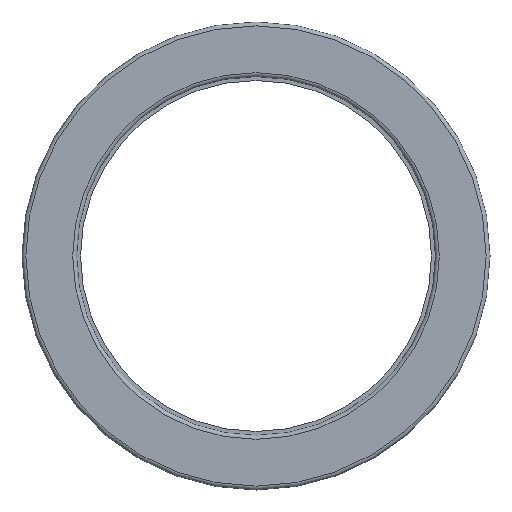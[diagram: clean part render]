
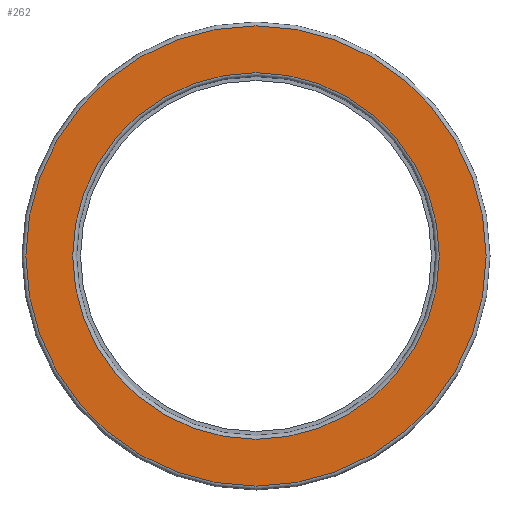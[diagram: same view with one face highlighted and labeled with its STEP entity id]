
A CAD part, front view. The second image highlights one B-rep face of the part: STEP entity #262.
In plain terms, the highlighted planar face has unit normal (0, -1, 0).
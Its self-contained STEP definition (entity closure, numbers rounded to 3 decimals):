
#98=PLANE('',#319);
#114=ORIENTED_EDGE('',*,*,#145,.T.);
#115=ORIENTED_EDGE('',*,*,#144,.F.);
#144=EDGE_CURVE('',#160,#160,#177,.T.);
#145=EDGE_CURVE('',#161,#161,#178,.T.);
#160=VERTEX_POINT('',#477);
#161=VERTEX_POINT('',#480);
#177=CIRCLE('',#318,59.);
#178=CIRCLE('',#320,47.);
#195=EDGE_LOOP('',(#114));
#196=EDGE_LOOP('',(#115));
#227=FACE_BOUND('',#195,.T.);
#228=FACE_BOUND('',#196,.T.);
#262=ADVANCED_FACE('',(#227,#228),#98,.T.);
#318=AXIS2_PLACEMENT_3D('',#476,#375,#376);
#319=AXIS2_PLACEMENT_3D('',#478,#377,#378);
#320=AXIS2_PLACEMENT_3D('',#479,#379,#380);
#375=DIRECTION('',(0.,1.,0.));
#376=DIRECTION('',(-1.,0.,0.));
#377=DIRECTION('',(0.,-1.,0.));
#378=DIRECTION('',(1.,0.,0.));
#379=DIRECTION('',(0.,1.,0.));
#380=DIRECTION('',(-1.,0.,0.));
#476=CARTESIAN_POINT('',(0.,0.,0.));
#477=CARTESIAN_POINT('',(-59.,0.,0.));
#478=CARTESIAN_POINT('',(-59.,0.,0.));
#479=CARTESIAN_POINT('',(0.,0.,0.));
#480=CARTESIAN_POINT('',(-47.,0.,0.));
